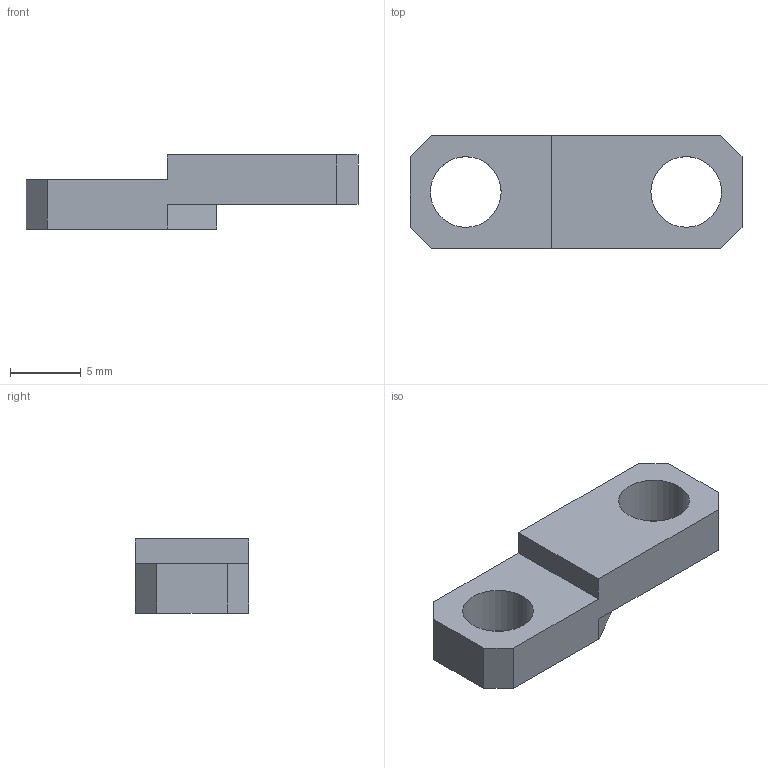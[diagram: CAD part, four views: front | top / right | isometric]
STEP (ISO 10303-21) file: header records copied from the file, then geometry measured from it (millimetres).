
FILE_DESCRIPTION(('HOOPS Exchange Step'),'2;1');
FILE_NAME('Biellette.step','2018-12-28T16:48:11+00:00',('SYSTEM'),('Unknown organisation'),'HOOPS Exchange 10.0','HOOPS Exchange','Unknown authorisation');
FILE_SCHEMA( ('AUTOMOTIVE_DESIGN { 1 0 10303 214 1 1 1 1 }') );
Length unit declared in the file: millimetre
Products named in the file (2): Défaut; Biellette
Assembly tree (1 placements, depth 2):
  Biellette
    Défaut
Bounding box: 23.5 x 8 x 5.25 mm (x, y, z)
Volume: 547.7 mm3; surface area: 644.3 mm2
Topology: 1 solids, 1 shells, 17 faces, 47 edges, 32 vertices
Faces by surface type: plane 15, cylinder 2
Full cylindrical faces by diameter (mm): 5 x2
Entity records: 598 total; most frequent: CARTESIAN_POINT 99, ORIENTED_EDGE 94, DIRECTION 93, EDGE_CURVE 47, VECTOR 41, LINE 41, VERTEX_POINT 32, AXIS2_PLACEMENT_3D 26
